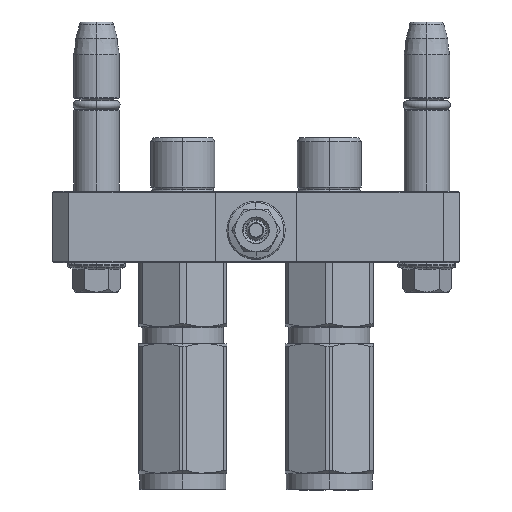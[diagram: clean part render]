
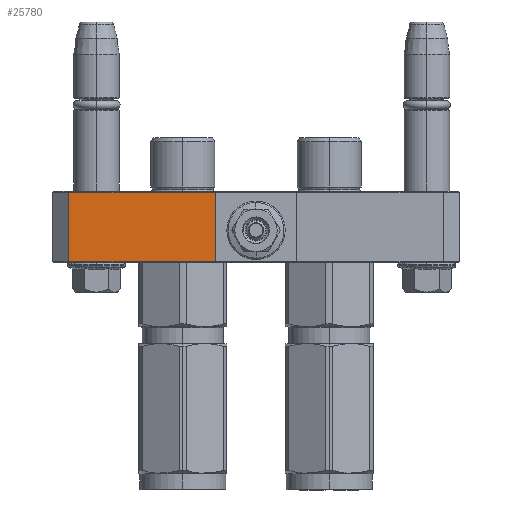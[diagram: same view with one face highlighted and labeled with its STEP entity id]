
A CAD part, front view. The second image highlights one B-rep face of the part: STEP entity #25780.
In plain terms, the highlighted face is planar.
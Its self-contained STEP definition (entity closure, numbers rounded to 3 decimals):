
#622 = VECTOR ( 'NONE', #24694, 1000. ) ;
#1251 = DIRECTION ( 'NONE',  ( 1., 0., 0. ) ) ;
#1729 = EDGE_CURVE ( 'NONE', #16880, #19713, #5189, .T. ) ;
#2209 = CARTESIAN_POINT ( 'NONE',  ( 5., 21.7, -37.5 ) ) ;
#3073 = CARTESIAN_POINT ( 'NONE',  ( 50., 21.7, -37.5 ) ) ;
#3095 = DIRECTION ( 'NONE',  ( -1., 0., 0. ) ) ;
#4097 = ORIENTED_EDGE ( 'NONE', *, *, #5500, .F. ) ;
#4358 = CARTESIAN_POINT ( 'NONE',  ( -5., 22., -37.5 ) ) ;
#4696 = VERTEX_POINT ( 'NONE', #18032 ) ;
#5189 = LINE ( 'NONE', #2209, #622 ) ;
#5500 = EDGE_CURVE ( 'NONE', #19713, #8550, #27695, .T. ) ;
#6492 = DIRECTION ( 'NONE',  ( 1., 0., 0. ) ) ;
#6855 = ORIENTED_EDGE ( 'NONE', *, *, #20132, .F. ) ;
#7455 = DIRECTION ( 'NONE',  ( 0., -1., 0. ) ) ;
#8388 = CARTESIAN_POINT ( 'NONE',  ( 5., 21.7, -37.5 ) ) ;
#8550 = VERTEX_POINT ( 'NONE', #27135 ) ;
#11124 = EDGE_CURVE ( 'NONE', #4696, #8550, #14561, .T. ) ;
#14333 = CARTESIAN_POINT ( 'NONE',  ( 50., 21.7, -37.5 ) ) ;
#14561 = LINE ( 'NONE', #3073, #25055 ) ;
#15586 = CARTESIAN_POINT ( 'NONE',  ( 5., 0.3, -37.5 ) ) ;
#16880 = VERTEX_POINT ( 'NONE', #8388 ) ;
#17791 = ORIENTED_EDGE ( 'NONE', *, *, #11124, .T. ) ;
#18032 = CARTESIAN_POINT ( 'NONE',  ( 50., 21.7, -37.5 ) ) ;
#19713 = VERTEX_POINT ( 'NONE', #15586 ) ;
#20132 = EDGE_CURVE ( 'NONE', #4696, #16880, #24894, .T. ) ;
#21596 = ORIENTED_EDGE ( 'NONE', *, *, #1729, .F. ) ;
#22718 = VECTOR ( 'NONE', #1251, 1000. ) ;
#23862 = AXIS2_PLACEMENT_3D ( 'NONE', #4358, #28944, #6492 ) ;
#24526 = FACE_OUTER_BOUND ( 'NONE', #27906, .T. ) ;
#24694 = DIRECTION ( 'NONE',  ( 0., -1., 0. ) ) ;
#24894 = LINE ( 'NONE', #14333, #25606 ) ;
#25055 = VECTOR ( 'NONE', #7455, 1000. ) ;
#25606 = VECTOR ( 'NONE', #3095, 1000. ) ;
#25780 = ADVANCED_FACE ( 'NONE', ( #24526 ), #26673, .F. ) ;
#26673 = PLANE ( 'NONE',  #23862 ) ;
#27135 = CARTESIAN_POINT ( 'NONE',  ( 50., 0.3, -37.5 ) ) ;
#27695 = LINE ( 'NONE', #28107, #22718 ) ;
#27906 = EDGE_LOOP ( 'NONE', ( #17791, #4097, #21596, #6855 ) ) ;
#28107 = CARTESIAN_POINT ( 'NONE',  ( 5., 0.3, -37.5 ) ) ;
#28944 = DIRECTION ( 'NONE',  ( 0., 0., 1. ) ) ;
